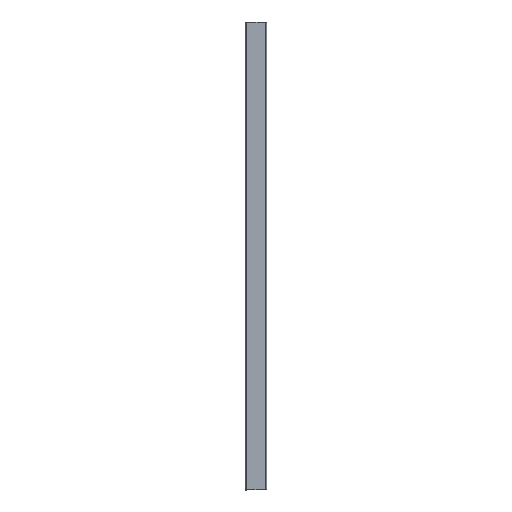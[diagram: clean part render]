
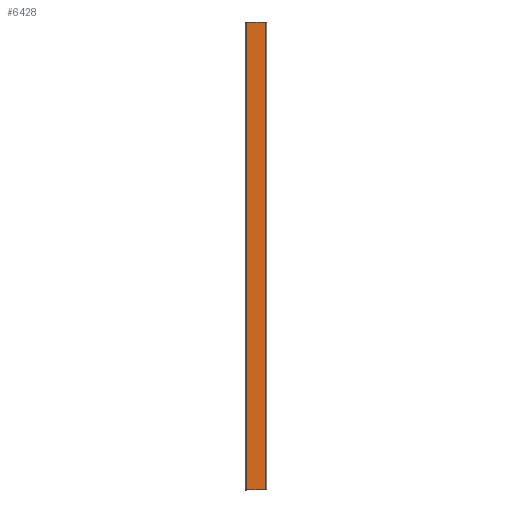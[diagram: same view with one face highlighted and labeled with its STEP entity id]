
A CAD part, left-side view. The second image highlights one B-rep face of the part: STEP entity #6428.
In plain terms, the highlighted face is planar.
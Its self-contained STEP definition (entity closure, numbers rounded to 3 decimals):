
#3232=ORIENTED_EDGE('',*,*,#4579,.T.);
#3233=ORIENTED_EDGE('',*,*,#4580,.F.);
#3234=ORIENTED_EDGE('',*,*,#4576,.F.);
#3235=ORIENTED_EDGE('',*,*,#4581,.T.);
#3802=VECTOR('',#5194,1.);
#3803=VECTOR('',#5201,1.);
#3804=VECTOR('',#5202,1.);
#3805=VECTOR('',#5203,1.);
#4086=LINE('',#5764,#3802);
#4087=LINE('',#5770,#3803);
#4088=LINE('',#5771,#3804);
#4089=LINE('',#5772,#3805);
#4340=VERTEX_POINT('',#5762);
#4341=VERTEX_POINT('',#5763);
#4342=VERTEX_POINT('',#5768);
#4343=VERTEX_POINT('',#5769);
#4576=EDGE_CURVE('',#4340,#4341,#4086,.T.);
#4579=EDGE_CURVE('',#4342,#4343,#4087,.T.);
#4580=EDGE_CURVE('',#4341,#4343,#4088,.T.);
#4581=EDGE_CURVE('',#4340,#4342,#4089,.T.);
#4814=EDGE_LOOP('',(#3232,#3233,#3234,#3235));
#4936=FACE_BOUND('',#4814,.T.);
#5194=DIRECTION('',(-1000.,0.,0.));
#5199=DIRECTION('',(0.,0.,-1.));
#5200=DIRECTION('',(0.,1.,0.));
#5201=DIRECTION('',(-1000.,0.,0.));
#5202=DIRECTION('',(0.,-39.,0.));
#5203=DIRECTION('',(0.,-39.,0.));
#5762=CARTESIAN_POINT('',(1000.,19.5,-45.));
#5763=CARTESIAN_POINT('',(0.,19.5,-45.));
#5764=CARTESIAN_POINT('',(1000.,19.5,-45.));
#5767=CARTESIAN_POINT('',(1000.,-19.5,-45.));
#5768=CARTESIAN_POINT('',(1000.,-19.5,-45.));
#5769=CARTESIAN_POINT('',(0.,-19.5,-45.));
#5770=CARTESIAN_POINT('',(1000.,-19.5,-45.));
#5771=CARTESIAN_POINT('',(0.,19.5,-45.));
#5772=CARTESIAN_POINT('',(1000.,19.5,-45.));
#6212=AXIS2_PLACEMENT_3D('',#5767,#5199,#5200);
#6332=PLANE('',#6212);
#6428=ADVANCED_FACE('',(#4936),#6332,.T.);
